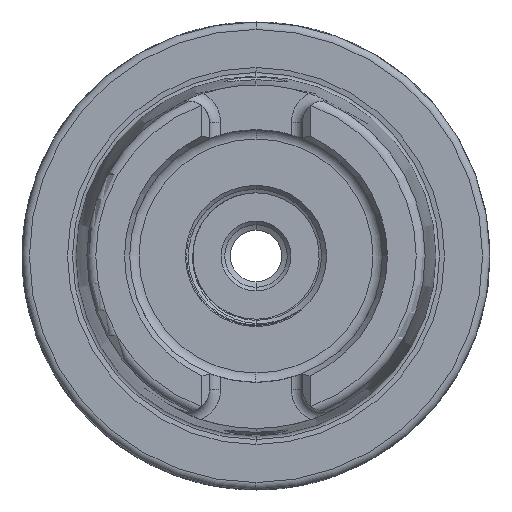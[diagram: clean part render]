
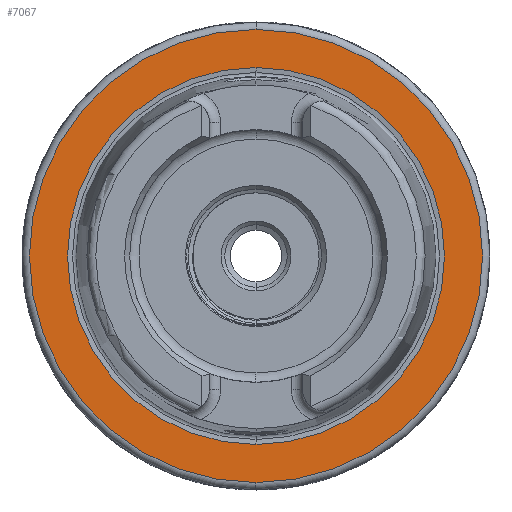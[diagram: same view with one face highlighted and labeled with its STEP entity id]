
A CAD part, left-side view. The second image highlights one B-rep face of the part: STEP entity #7067.
In plain terms, the highlighted planar face has unit normal (-1, 0, 0).
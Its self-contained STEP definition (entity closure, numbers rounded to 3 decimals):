
#362 = AXIS2_PLACEMENT_3D ( 'NONE', #5337, #5338, #5339 ) ;
#5337 = CARTESIAN_POINT ( 'NONE',  ( 0., 0., 0. ) ) ;
#5338 = DIRECTION ( 'NONE',  ( 1., 0., 0. ) ) ;
#5339 = DIRECTION ( 'NONE',  ( 0., 0., -1. ) ) ;
#6147 = CIRCLE ( 'NONE', #9972, 30.5 ) ;
#6181 = CIRCLE ( 'NONE', #362, 25.369 ) ;
#6283 = CIRCLE ( 'NONE', #11103, 25.369 ) ;
#6284 = CIRCLE ( 'NONE', #11107, 30.5 ) ;
#7067 = ADVANCED_FACE ( 'NONE', ( #22984, #22987 ), #22930, .T. ) ;
#7226 = EDGE_CURVE ( 'NONE', #24612, #24611, #6147, .T. ) ;
#7389 = EDGE_CURVE ( 'NONE', #24616, #24615, #6181, .T. ) ;
#7811 = EDGE_CURVE ( 'NONE', #24615, #24616, #6283, .T. ) ;
#7812 = EDGE_CURVE ( 'NONE', #24611, #24612, #6284, .T. ) ;
#9972 = AXIS2_PLACEMENT_3D ( 'NONE', #16302, #16303, #16304 ) ;
#11103 = AXIS2_PLACEMENT_3D ( 'NONE', #28239, #28240, #28241 ) ;
#11107 = AXIS2_PLACEMENT_3D ( 'NONE', #28242, #28243, #28244 ) ;
#16302 = CARTESIAN_POINT ( 'NONE',  ( 0., 0., 0. ) ) ;
#16303 = DIRECTION ( 'NONE',  ( -1., 0., 0. ) ) ;
#16304 = DIRECTION ( 'NONE',  ( 0., 0., 1. ) ) ;
#17220 = CARTESIAN_POINT ( 'NONE',  ( 0., 0., -30.5 ) ) ;
#17221 = CARTESIAN_POINT ( 'NONE',  ( 0., 0., 30.5 ) ) ;
#17224 = CARTESIAN_POINT ( 'NONE',  ( 0., 0., -25.369 ) ) ;
#17225 = CARTESIAN_POINT ( 'NONE',  ( 0., 0., 25.369 ) ) ;
#21209 = EDGE_LOOP ( 'NONE', ( #23671, #23672 ) ) ;
#21210 = EDGE_LOOP ( 'NONE', ( #23674, #23673 ) ) ;
#22930 = PLANE ( 'NONE',  #22989 ) ;
#22931 = CARTESIAN_POINT ( 'NONE',  ( 0., 25.369, 0. ) ) ;
#22932 = DIRECTION ( 'NONE',  ( -1., 0., 0. ) ) ;
#22933 = DIRECTION ( 'NONE',  ( 0., 0., 1. ) ) ;
#22984 = FACE_OUTER_BOUND ( 'NONE', #21209, .T. ) ;
#22987 = FACE_BOUND ( 'NONE', #21210, .T. ) ;
#22989 = AXIS2_PLACEMENT_3D ( 'NONE', #22931, #22932, #22933 ) ;
#23671 = ORIENTED_EDGE ( 'NONE', *, *, #7226, .T. ) ;
#23672 = ORIENTED_EDGE ( 'NONE', *, *, #7812, .T. ) ;
#23673 = ORIENTED_EDGE ( 'NONE', *, *, #7811, .T. ) ;
#23674 = ORIENTED_EDGE ( 'NONE', *, *, #7389, .T. ) ;
#24611 = VERTEX_POINT ( 'NONE', #17220 ) ;
#24612 = VERTEX_POINT ( 'NONE', #17221 ) ;
#24615 = VERTEX_POINT ( 'NONE', #17224 ) ;
#24616 = VERTEX_POINT ( 'NONE', #17225 ) ;
#28239 = CARTESIAN_POINT ( 'NONE',  ( 0., 0., 0. ) ) ;
#28240 = DIRECTION ( 'NONE',  ( 1., 0., 0. ) ) ;
#28241 = DIRECTION ( 'NONE',  ( 0., 0., -1. ) ) ;
#28242 = CARTESIAN_POINT ( 'NONE',  ( 0., 0., 0. ) ) ;
#28243 = DIRECTION ( 'NONE',  ( -1., 0., 0. ) ) ;
#28244 = DIRECTION ( 'NONE',  ( 0., 0., 1. ) ) ;
